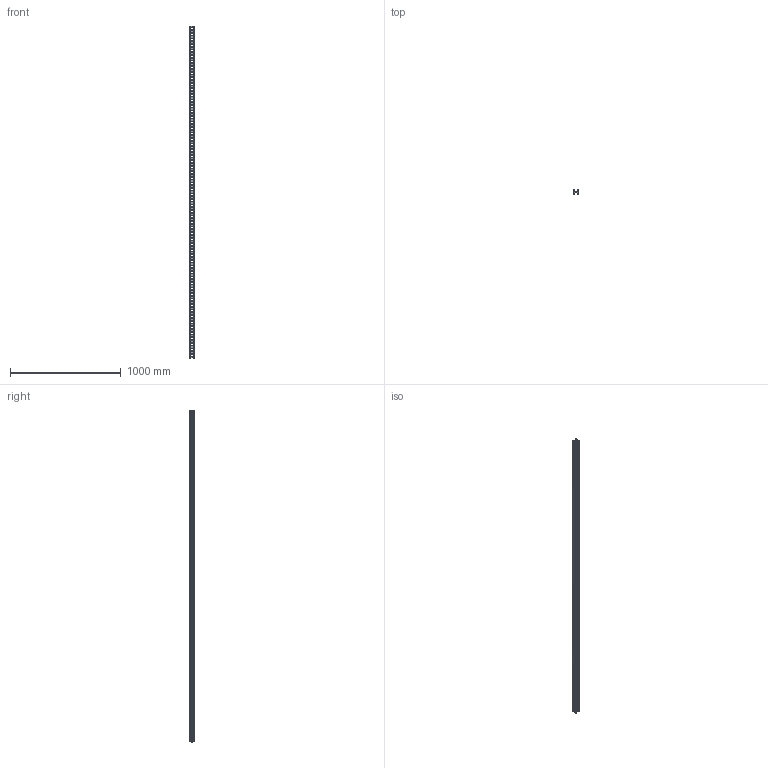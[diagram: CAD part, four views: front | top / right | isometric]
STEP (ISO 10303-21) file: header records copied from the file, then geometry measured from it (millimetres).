
FILE_DESCRIPTION (( 'STEP AP203' ), '1' );
FILE_NAME ('Äâîéíîé STRUT-ïðîôèëü_h21-L3000.step', '2022-01-25T10:07:28', ( '' ), ( '' ), 'SwSTEP 2.0', 'SolidWorks 2017', '' );
FILE_SCHEMA (( 'CONFIG_CONTROL_DESIGN' ));
Length unit declared in the file: millimetre
Products named in the file (2): Äâîéíîé STRUT-ïðîôèëü_h21-L3000; STRUT-镳铘桦黖h21-3000
Assembly tree (2 placements, depth 2):
  Äâîéíîé STRUT-ïðîôèëü_h21-L3000
    STRUT-镳铘桦黖h21-3000  x2
Bounding box: 41 x 42 x 3000 mm (x, y, z)
Volume: 1094445.5 mm3; surface area: 1160892.1 mm2
Topology: 2 solids, 2 shells, 3728 faces, 11172 edges, 7448 vertices
Faces by surface type: plane 3476, cylinder 252
Entity records: 62190 total; most frequent: CARTESIAN_POINT 11179, ORIENTED_EDGE 11172, DIRECTION 9576, EDGE_CURVE 5586, VECTOR 5334, LINE 5334, VERTEX_POINT 3724, AXIS2_PLACEMENT_3D 2121
